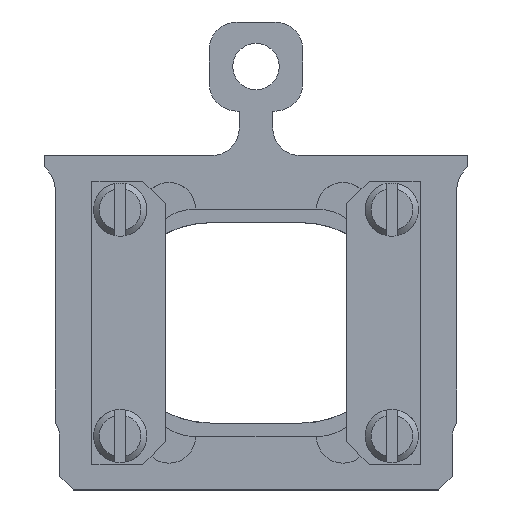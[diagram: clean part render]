
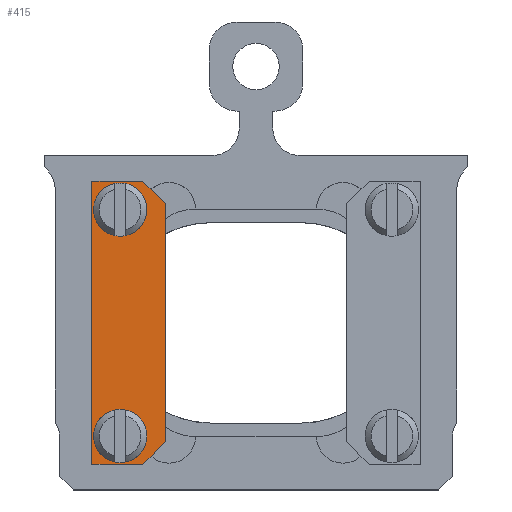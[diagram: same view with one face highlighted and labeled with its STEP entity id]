
A CAD part, top view. The second image highlights one B-rep face of the part: STEP entity #415.
In plain terms, the highlighted planar face has unit normal (0, 0, 1).
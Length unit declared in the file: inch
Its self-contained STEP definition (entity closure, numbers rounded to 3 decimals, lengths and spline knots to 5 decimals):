
#23 = VERTEX_POINT ( 'NONE', #5355 ) ;
#146 = AXIS2_PLACEMENT_3D ( 'NONE', #4474, #5089, #5001 ) ;
#204 = AXIS2_PLACEMENT_3D ( 'NONE', #5718, #5585, #5583 ) ;
#205 = AXIS2_PLACEMENT_3D ( 'NONE', #5634, #5584, #5743 ) ;
#206 = AXIS2_PLACEMENT_3D ( 'NONE', #5558, #5620, #5607 ) ;
#208 = AXIS2_PLACEMENT_3D ( 'NONE', #5763, #5345, #5351 ) ;
#250 = EDGE_CURVE ( 'NONE', #5427, #5201, #3483, .T. ) ;
#260 = EDGE_CURVE ( 'NONE', #5783, #5427, #3460, .T. ) ;
#265 = EDGE_CURVE ( 'NONE', #23, #5364, #3450, .T. ) ;
#271 = EDGE_CURVE ( 'NONE', #5377, #5522, #3451, .T. ) ;
#273 = EDGE_CURVE ( 'NONE', #5516, #5411, #3435, .T. ) ;
#274 = EDGE_CURVE ( 'NONE', #5254, #5377, #3436, .T. ) ;
#275 = EDGE_CURVE ( 'NONE', #5411, #5516, #3432, .T. ) ;
#276 = EDGE_CURVE ( 'NONE', #5201, #5254, #3437, .T. ) ;
#277 = EDGE_CURVE ( 'NONE', #5522, #5783, #3431, .T. ) ;
#278 = EDGE_CURVE ( 'NONE', #5364, #23, #3425, .T. ) ;
#415 = ADVANCED_FACE ( 'NONE', ( #3215, #3211, #3199 ), #4844, .T. ) ;
#1687 = CARTESIAN_POINT ( 'NONE',  ( -0.16, 0.50528, 0.03469 ) ) ;
#1710 = CARTESIAN_POINT ( 'NONE',  ( -0.2, 0.54528, 0.03469 ) ) ;
#1720 = CARTESIAN_POINT ( 'NONE',  ( -0.2065, 0.09528, 0.03469 ) ) ;
#1824 = CARTESIAN_POINT ( 'NONE',  ( -0.16, 0.08528, 0.03469 ) ) ;
#1832 = CARTESIAN_POINT ( 'NONE',  ( -0.2735, 0.09528, 0.03469 ) ) ;
#1855 = CARTESIAN_POINT ( 'NONE',  ( -0.29, 0.54528, 0.03469 ) ) ;
#1858 = CARTESIAN_POINT ( 'NONE',  ( -0.2735, 0.49528, 0.03469 ) ) ;
#1890 = CARTESIAN_POINT ( 'NONE',  ( -0.29, 0.04528, 0.03469 ) ) ;
#1926 = CARTESIAN_POINT ( 'NONE',  ( -0.2, 0.04528, 0.03469 ) ) ;
#3199 = FACE_BOUND ( 'NONE', #4251, .T. ) ;
#3211 = FACE_OUTER_BOUND ( 'NONE', #4249, .T. ) ;
#3215 = FACE_BOUND ( 'NONE', #3789, .T. ) ;
#3425 = CIRCLE ( 'NONE', #205, 0.0335 ) ;
#3430 = VECTOR ( 'NONE', #5588, 39.37008 ) ;
#3431 = LINE ( 'NONE', #5586, #3430 ) ;
#3432 = CIRCLE ( 'NONE', #204, 0.0335 ) ;
#3435 = CIRCLE ( 'NONE', #206, 0.0335 ) ;
#3436 = LINE ( 'NONE', #5561, #3441 ) ;
#3437 = LINE ( 'NONE', #5742, #3439 ) ;
#3439 = VECTOR ( 'NONE', #5741, 39.37008 ) ;
#3441 = VECTOR ( 'NONE', #5692, 39.37008 ) ;
#3442 = VECTOR ( 'NONE', #5560, 39.37008 ) ;
#3450 = CIRCLE ( 'NONE', #208, 0.0335 ) ;
#3451 = LINE ( 'NONE', #5565, #3442 ) ;
#3459 = VECTOR ( 'NONE', #5767, 39.37008 ) ;
#3460 = LINE ( 'NONE', #5766, #3459 ) ;
#3481 = VECTOR ( 'NONE', #5447, 39.37008 ) ;
#3483 = LINE ( 'NONE', #5179, #3481 ) ;
#3749 = ORIENTED_EDGE ( 'NONE', *, *, #277, .F. ) ;
#3750 = ORIENTED_EDGE ( 'NONE', *, *, #260, .F. ) ;
#3751 = ORIENTED_EDGE ( 'NONE', *, *, #250, .F. ) ;
#3752 = ORIENTED_EDGE ( 'NONE', *, *, #276, .F. ) ;
#3754 = ORIENTED_EDGE ( 'NONE', *, *, #273, .T. ) ;
#3755 = ORIENTED_EDGE ( 'NONE', *, *, #275, .T. ) ;
#3789 = EDGE_LOOP ( 'NONE', ( #3755, #3754 ) ) ;
#4122 = ORIENTED_EDGE ( 'NONE', *, *, #265, .T. ) ;
#4123 = ORIENTED_EDGE ( 'NONE', *, *, #278, .T. ) ;
#4124 = ORIENTED_EDGE ( 'NONE', *, *, #274, .F. ) ;
#4125 = ORIENTED_EDGE ( 'NONE', *, *, #271, .F. ) ;
#4249 = EDGE_LOOP ( 'NONE', ( #3752, #3751, #3750, #3749, #4125, #4124 ) ) ;
#4251 = EDGE_LOOP ( 'NONE', ( #4123, #4122 ) ) ;
#4474 = CARTESIAN_POINT ( 'NONE',  ( -0.16, 0.04528, 0.03469 ) ) ;
#4844 = PLANE ( 'NONE',  #146 ) ;
#5001 = DIRECTION ( 'NONE',  ( 1., 0., 0. ) ) ;
#5089 = DIRECTION ( 'NONE',  ( 0., 0., 1. ) ) ;
#5179 = CARTESIAN_POINT ( 'NONE',  ( -0.2, 0.04528, 0.03469 ) ) ;
#5201 = VERTEX_POINT ( 'NONE', #1926 ) ;
#5254 = VERTEX_POINT ( 'NONE', #1890 ) ;
#5345 = DIRECTION ( 'NONE',  ( 0., 0., -1. ) ) ;
#5351 = DIRECTION ( 'NONE',  ( -1., 0., 0. ) ) ;
#5355 = CARTESIAN_POINT ( 'NONE',  ( -0.2065, 0.49528, 0.03469 ) ) ;
#5364 = VERTEX_POINT ( 'NONE', #1858 ) ;
#5377 = VERTEX_POINT ( 'NONE', #1855 ) ;
#5411 = VERTEX_POINT ( 'NONE', #1832 ) ;
#5427 = VERTEX_POINT ( 'NONE', #1824 ) ;
#5447 = DIRECTION ( 'NONE',  ( -0.707, -0.707, 0. ) ) ;
#5516 = VERTEX_POINT ( 'NONE', #1720 ) ;
#5522 = VERTEX_POINT ( 'NONE', #1710 ) ;
#5558 = CARTESIAN_POINT ( 'NONE',  ( -0.24, 0.09528, 0.03469 ) ) ;
#5560 = DIRECTION ( 'NONE',  ( 1., 0., 0. ) ) ;
#5561 = CARTESIAN_POINT ( 'NONE',  ( -0.29, 0.04528, 0.03469 ) ) ;
#5565 = CARTESIAN_POINT ( 'NONE',  ( -0.29, 0.54528, 0.03469 ) ) ;
#5583 = DIRECTION ( 'NONE',  ( -1., 0., 0. ) ) ;
#5584 = DIRECTION ( 'NONE',  ( 0., 0., -1. ) ) ;
#5585 = DIRECTION ( 'NONE',  ( 0., 0., -1. ) ) ;
#5586 = CARTESIAN_POINT ( 'NONE',  ( -0.16, 0.50528, 0.03469 ) ) ;
#5588 = DIRECTION ( 'NONE',  ( 0.707, -0.707, 0. ) ) ;
#5607 = DIRECTION ( 'NONE',  ( -1., 0., 0. ) ) ;
#5620 = DIRECTION ( 'NONE',  ( 0., 0., -1. ) ) ;
#5634 = CARTESIAN_POINT ( 'NONE',  ( -0.24, 0.49528, 0.03469 ) ) ;
#5692 = DIRECTION ( 'NONE',  ( 0., 1., 0. ) ) ;
#5718 = CARTESIAN_POINT ( 'NONE',  ( -0.24, 0.09528, 0.03469 ) ) ;
#5741 = DIRECTION ( 'NONE',  ( -1., 0., 0. ) ) ;
#5742 = CARTESIAN_POINT ( 'NONE',  ( -0.29, 0.04528, 0.03469 ) ) ;
#5743 = DIRECTION ( 'NONE',  ( -1., 0., 0. ) ) ;
#5763 = CARTESIAN_POINT ( 'NONE',  ( -0.24, 0.49528, 0.03469 ) ) ;
#5766 = CARTESIAN_POINT ( 'NONE',  ( -0.16, 0.08528, 0.03469 ) ) ;
#5767 = DIRECTION ( 'NONE',  ( 0., -1., 0. ) ) ;
#5783 = VERTEX_POINT ( 'NONE', #1687 ) ;
